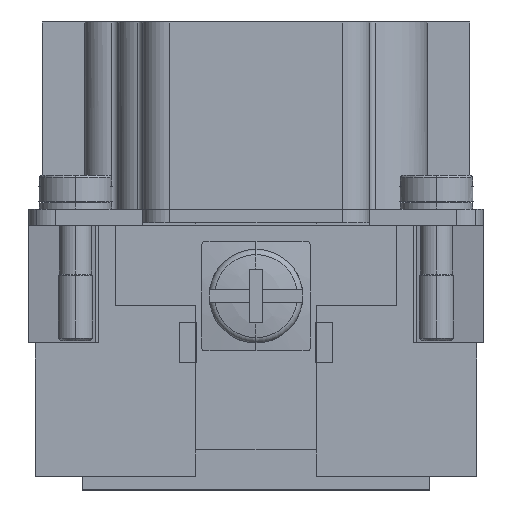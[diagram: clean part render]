
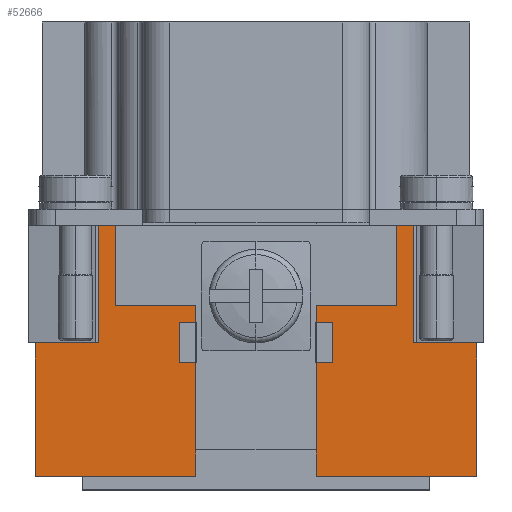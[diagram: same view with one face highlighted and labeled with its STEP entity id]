
A CAD part, left-side view. The second image highlights one B-rep face of the part: STEP entity #52666.
In plain terms, the highlighted planar face has unit normal (-1, 0, 0).
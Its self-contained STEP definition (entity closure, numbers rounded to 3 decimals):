
#273=CARTESIAN_POINT('',(-31.5,0.,-4.5));
#274=VERTEX_POINT('',#273);
#283=CARTESIAN_POINT('',(-31.5,0.,-8.5));
#284=VERTEX_POINT('',#283);
#285=CARTESIAN_POINT('',(-31.5,0.0,-6.5));
#286=DIRECTION('',(1.0,0.0,0.0));
#287=DIRECTION('',(0.0,0.0,1.0));
#288=AXIS2_PLACEMENT_3D('',#285,#286,#287);
#289=CIRCLE('',#288,2.);
#290=EDGE_CURVE('',#284,#274,#289,.T.);
#7779=CARTESIAN_POINT('',(-31.5,-16.5,-10.));
#7780=VERTEX_POINT('',#7779);
#7787=CARTESIAN_POINT('',(-31.5,-16.5,-20.0));
#7788=VERTEX_POINT('',#7787);
#7789=CARTESIAN_POINT('',(-31.5,-16.5,-10.));
#7790=DIRECTION('',(0.0,0.0,-1.0));
#7791=VECTOR('',#7790,10.);
#7792=LINE('',#7789,#7791);
#7793=EDGE_CURVE('',#7780,#7788,#7792,.T.);
#42367=CARTESIAN_POINT('',(-31.5,-4.5,-20.0));
#42368=VERTEX_POINT('',#42367);
#42369=CARTESIAN_POINT('',(-31.5,-4.5,-20.0));
#42370=DIRECTION('',(0.0,-1.0,0.0));
#42371=VECTOR('',#42370,12.0);
#42372=LINE('',#42369,#42371);
#42373=EDGE_CURVE('',#42368,#7788,#42372,.T.);
#42455=CARTESIAN_POINT('',(-31.5,4.5,-20.0));
#42456=VERTEX_POINT('',#42455);
#42463=CARTESIAN_POINT('',(-31.5,16.5,-20.0));
#42464=VERTEX_POINT('',#42463);
#42465=CARTESIAN_POINT('',(-31.5,16.5,-20.0));
#42466=DIRECTION('',(0.0,-1.0,0.0));
#42467=VECTOR('',#42466,12.0);
#42468=LINE('',#42465,#42467);
#42469=EDGE_CURVE('',#42464,#42456,#42468,.T.);
#44395=CARTESIAN_POINT('',(-31.5,16.5,-10.));
#44396=VERTEX_POINT('',#44395);
#44397=CARTESIAN_POINT('',(-31.5,16.5,-10.));
#44398=DIRECTION('',(0.0,0.0,-1.0));
#44399=VECTOR('',#44398,10.);
#44400=LINE('',#44397,#44399);
#44401=EDGE_CURVE('',#44396,#42464,#44400,.T.);
#52265=CARTESIAN_POINT('',(-31.5,8.,1.0));
#52266=VERTEX_POINT('',#52265);
#52274=CARTESIAN_POINT('',(-31.5,-8.139,1.0));
#52275=VERTEX_POINT('',#52274);
#52276=CARTESIAN_POINT('',(-31.5,-8.139,1.0));
#52277=DIRECTION('',(0.0,1.0,0.0));
#52278=VECTOR('',#52277,16.139);
#52279=LINE('',#52276,#52278);
#52280=EDGE_CURVE('',#52275,#52266,#52279,.T.);
#52519=CARTESIAN_POINT('',(-31.5,-8.139,0.0));
#52520=VERTEX_POINT('',#52519);
#52521=CARTESIAN_POINT('',(-31.5,-8.139,1.0));
#52522=DIRECTION('',(0.0,0.0,-1.0));
#52523=VECTOR('',#52522,1.0);
#52524=LINE('',#52521,#52523);
#52525=EDGE_CURVE('',#52275,#52520,#52524,.T.);
#52545=CARTESIAN_POINT('',(-31.5,16.5,0.0));
#52546=DIRECTION('',(-1.0,0.0,0.0));
#52547=DIRECTION('',(0.0,0.0,1.0));
#52548=AXIS2_PLACEMENT_3D('',#52545,#52546,#52547);
#52549=PLANE('',#52548);
#52550=CARTESIAN_POINT('',(-31.5,-11.75,0.0));
#52551=VERTEX_POINT('',#52550);
#52552=CARTESIAN_POINT('',(-31.5,-11.75,0.0));
#52553=DIRECTION('',(0.0,1.0,0.0));
#52554=VECTOR('',#52553,3.611);
#52555=LINE('',#52552,#52554);
#52556=EDGE_CURVE('',#52551,#52520,#52555,.T.);
#52557=ORIENTED_EDGE('',*,*,#52556,.T.);
#52558=ORIENTED_EDGE('',*,*,#52525,.F.);
#52559=ORIENTED_EDGE('',*,*,#52280,.T.);
#52560=CARTESIAN_POINT('',(-31.5,8.,0.0));
#52561=VERTEX_POINT('',#52560);
#52562=CARTESIAN_POINT('',(-31.5,8.,0.0));
#52563=DIRECTION('',(0.0,0.0,1.0));
#52564=VECTOR('',#52563,1.0);
#52565=LINE('',#52562,#52564);
#52566=EDGE_CURVE('',#52561,#52266,#52565,.T.);
#52567=ORIENTED_EDGE('',*,*,#52566,.F.);
#52568=CARTESIAN_POINT('',(-31.5,10.29,0.0));
#52569=VERTEX_POINT('',#52568);
#52570=CARTESIAN_POINT('',(-31.5,8.,0.0));
#52571=DIRECTION('',(0.0,1.0,0.0));
#52572=VECTOR('',#52571,2.29);
#52573=LINE('',#52570,#52572);
#52574=EDGE_CURVE('',#52561,#52569,#52573,.T.);
#52575=ORIENTED_EDGE('',*,*,#52574,.T.);
#52576=CARTESIAN_POINT('',(-31.5,11.75,0.0));
#52577=VERTEX_POINT('',#52576);
#52578=CARTESIAN_POINT('',(-31.5,10.29,0.0));
#52579=DIRECTION('',(0.0,1.0,0.0));
#52580=VECTOR('',#52579,1.46);
#52581=LINE('',#52578,#52580);
#52582=EDGE_CURVE('',#52569,#52577,#52581,.T.);
#52583=ORIENTED_EDGE('',*,*,#52582,.T.);
#52584=CARTESIAN_POINT('',(-31.5,11.75,-10.));
#52585=VERTEX_POINT('',#52584);
#52586=CARTESIAN_POINT('',(-31.5,11.75,0.0));
#52587=DIRECTION('',(0.0,0.0,-1.0));
#52588=VECTOR('',#52587,10.);
#52589=LINE('',#52586,#52588);
#52590=EDGE_CURVE('',#52577,#52585,#52589,.T.);
#52591=ORIENTED_EDGE('',*,*,#52590,.T.);
#52592=CARTESIAN_POINT('',(-31.5,11.75,-10.));
#52593=DIRECTION('',(0.0,1.0,0.0));
#52594=VECTOR('',#52593,4.75);
#52595=LINE('',#52592,#52594);
#52596=EDGE_CURVE('',#52585,#44396,#52595,.T.);
#52597=ORIENTED_EDGE('',*,*,#52596,.T.);
#52598=ORIENTED_EDGE('',*,*,#44401,.T.);
#52599=ORIENTED_EDGE('',*,*,#42469,.T.);
#52600=CARTESIAN_POINT('',(-31.5,4.5,-18.));
#52601=VERTEX_POINT('',#52600);
#52602=CARTESIAN_POINT('',(-31.5,4.5,-20.0));
#52603=DIRECTION('',(0.0,0.0,1.0));
#52604=VECTOR('',#52603,2.);
#52605=LINE('',#52602,#52604);
#52606=EDGE_CURVE('',#42456,#52601,#52605,.T.);
#52607=ORIENTED_EDGE('',*,*,#52606,.T.);
#52608=CARTESIAN_POINT('',(-31.5,4.5,-16.8));
#52609=VERTEX_POINT('',#52608);
#52610=CARTESIAN_POINT('',(-31.5,4.5,-18.));
#52611=DIRECTION('',(0.0,0.0,1.0));
#52612=VECTOR('',#52611,1.2);
#52613=LINE('',#52610,#52612);
#52614=EDGE_CURVE('',#52601,#52609,#52613,.T.);
#52615=ORIENTED_EDGE('',*,*,#52614,.T.);
#52616=CARTESIAN_POINT('',(-31.5,-4.5,-16.8));
#52617=VERTEX_POINT('',#52616);
#52618=CARTESIAN_POINT('',(-31.5,4.5,-16.8));
#52619=DIRECTION('',(0.0,-1.0,0.0));
#52620=VECTOR('',#52619,9.0);
#52621=LINE('',#52618,#52620);
#52622=EDGE_CURVE('',#52609,#52617,#52621,.T.);
#52623=ORIENTED_EDGE('',*,*,#52622,.T.);
#52624=CARTESIAN_POINT('',(-31.5,-4.5,-18.));
#52625=VERTEX_POINT('',#52624);
#52626=CARTESIAN_POINT('',(-31.5,-4.5,-16.8));
#52627=DIRECTION('',(0.0,0.0,-1.0));
#52628=VECTOR('',#52627,1.2);
#52629=LINE('',#52626,#52628);
#52630=EDGE_CURVE('',#52617,#52625,#52629,.T.);
#52631=ORIENTED_EDGE('',*,*,#52630,.T.);
#52632=CARTESIAN_POINT('',(-31.5,-4.5,-18.));
#52633=DIRECTION('',(0.0,0.0,-1.0));
#52634=VECTOR('',#52633,2.);
#52635=LINE('',#52632,#52634);
#52636=EDGE_CURVE('',#52625,#42368,#52635,.T.);
#52637=ORIENTED_EDGE('',*,*,#52636,.T.);
#52638=ORIENTED_EDGE('',*,*,#42373,.T.);
#52639=ORIENTED_EDGE('',*,*,#7793,.F.);
#52640=CARTESIAN_POINT('',(-31.5,-11.75,-10.));
#52641=VERTEX_POINT('',#52640);
#52642=CARTESIAN_POINT('',(-31.5,-16.5,-10.));
#52643=DIRECTION('',(0.0,1.0,0.0));
#52644=VECTOR('',#52643,4.75);
#52645=LINE('',#52642,#52644);
#52646=EDGE_CURVE('',#7780,#52641,#52645,.T.);
#52647=ORIENTED_EDGE('',*,*,#52646,.T.);
#52648=CARTESIAN_POINT('',(-31.5,-11.75,-10.));
#52649=DIRECTION('',(0.0,0.0,1.0));
#52650=VECTOR('',#52649,10.);
#52651=LINE('',#52648,#52650);
#52652=EDGE_CURVE('',#52641,#52551,#52651,.T.);
#52653=ORIENTED_EDGE('',*,*,#52652,.T.);
#52654=EDGE_LOOP('',(#52557,#52558,#52559,#52567,#52575,#52583,#52591,#52597,#52598,#52599,#52607,#52615,#52623,#52631,#52637,#52638,#52639,#52647,#52653));
#52655=FACE_OUTER_BOUND('',#52654,.T.);
#52656=ORIENTED_EDGE('',*,*,#290,.T.);
#52657=CARTESIAN_POINT('',(-31.5,0.0,-6.5));
#52658=DIRECTION('',(1.0,0.0,0.0));
#52659=DIRECTION('',(0.0,0.0,1.0));
#52660=AXIS2_PLACEMENT_3D('',#52657,#52658,#52659);
#52661=CIRCLE('',#52660,2.);
#52662=EDGE_CURVE('',#274,#284,#52661,.T.);
#52663=ORIENTED_EDGE('',*,*,#52662,.T.);
#52664=EDGE_LOOP('',(#52656,#52663));
#52665=FACE_BOUND('',#52664,.T.);
#52666=ADVANCED_FACE('',(#52655,#52665),#52549,.T.);
